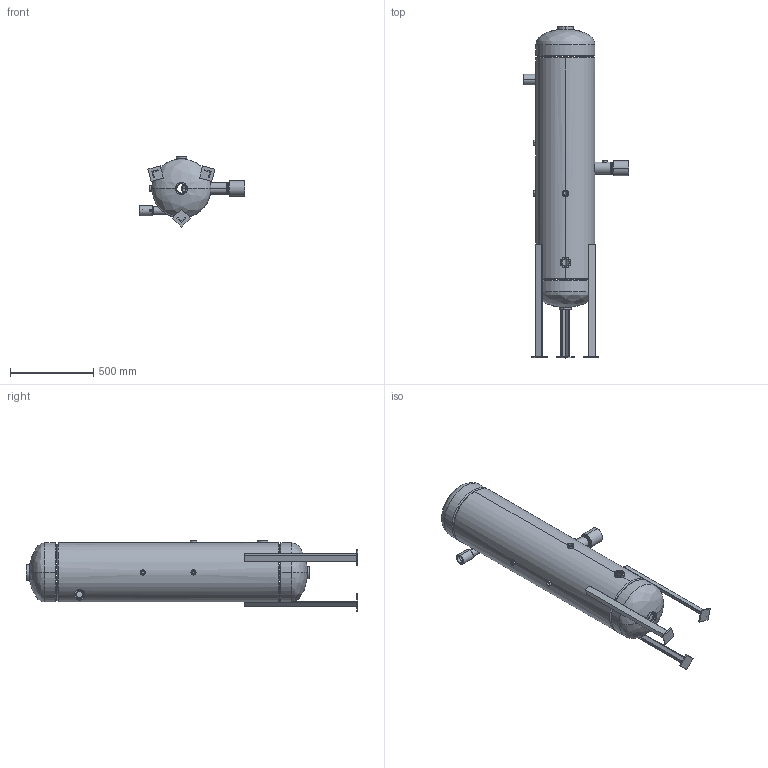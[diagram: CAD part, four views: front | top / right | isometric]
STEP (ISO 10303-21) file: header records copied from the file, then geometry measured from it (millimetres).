
FILE_DESCRIPTION (( 'STEP AP203' ), '1' );
FILE_NAME ('BDT-24.STEP', '2021-03-15T18:15:36', ( '' ), ( '' ), 'SwSTEP 2.0', 'SolidWorks 2021', '' );
FILE_SCHEMA (( 'CONFIG_CONTROL_DESIGN' ));
Length unit declared in the file: inch
Products named in the file (18): 9500030; 99T2402; 9500090; 99M2574; 9500040; BDT-24; 99P2571; 9201600; 99P2572_5081T56; 9100285_26.625; 9500070; 99P2573_44615K116; 9421150; Couplings_9500565; 9500080; 9301070_27; Couplings_9500575
Assembly tree (23 placements, depth 2):
  BDT-24
    99P2571
    9201600
    9201600
    9500030  x3
    9500040
    9500070
    9500080
    9500090
    Couplings_9500565
    Couplings_9500575
    99P2572_5081T56
    99P2573_44615K116
    9301070_27
    9421150
    99M2574
    9100285_26.625  x3
    99T2402  x3
Bounding box: 635 x 1999.36 x 423.49 mm (x, y, z)
Volume: 20541890.3 mm3; surface area: 4776671.8 mm2
Topology: 23 solids, 23 shells, 438 faces, 941 edges, 556 vertices
Faces by surface type: cone 202, cylinder 113, plane 93, bspline 26, torus 4
Entity records: 19690 total; most frequent: CARTESIAN_POINT 9244, DIRECTION 1875, ORIENTED_EDGE 1630, EDGE_CURVE 815, AXIS2_PLACEMENT_3D 770, VERTEX_POINT 472, EDGE_LOOP 427, CIRCLE 390
